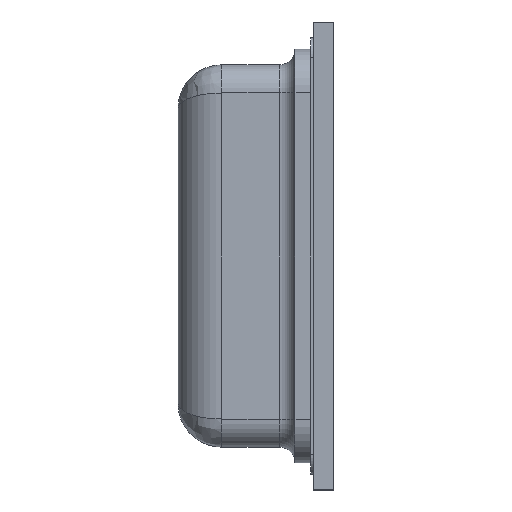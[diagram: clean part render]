
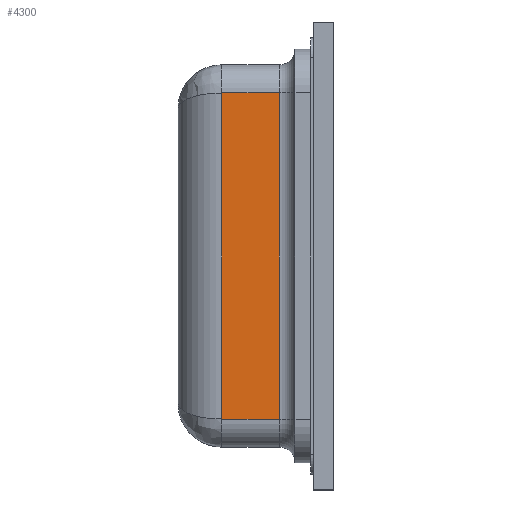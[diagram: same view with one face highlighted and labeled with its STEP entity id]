
A CAD part, left-side view. The second image highlights one B-rep face of the part: STEP entity #4300.
In plain terms, the highlighted planar face has unit normal (-1, 0, 0).
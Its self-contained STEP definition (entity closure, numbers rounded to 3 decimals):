
#70 = CARTESIAN_POINT ( 'NONE',  ( -1.225, 0.72, -1.045 ) ) ;
#898 = EDGE_CURVE ( 'NONE', #4662, #4244, #2901, .T. ) ;
#929 = CARTESIAN_POINT ( 'NONE',  ( -1.225, 5.465, -1.045 ) ) ;
#1019 = VECTOR ( 'NONE', #1337, 1000. ) ;
#1116 = CARTESIAN_POINT ( 'NONE',  ( -1.225, 0.35, -1.045 ) ) ;
#1212 = DIRECTION ( 'NONE',  ( 0., 0., -1. ) ) ;
#1337 = DIRECTION ( 'NONE',  ( 0., -1., 0. ) ) ;
#1468 = CARTESIAN_POINT ( 'NONE',  ( -1.225, 5.465, -1.045 ) ) ;
#1528 = VECTOR ( 'NONE', #4224, 1000. ) ;
#1698 = CARTESIAN_POINT ( 'NONE',  ( -1.225, 0.35, -1.045 ) ) ;
#1870 = LINE ( 'NONE', #2703, #2231 ) ;
#1906 = DIRECTION ( 'NONE',  ( 0., -1., 0. ) ) ;
#1965 = ORIENTED_EDGE ( 'NONE', *, *, #898, .T. ) ;
#2085 = VERTEX_POINT ( 'NONE', #2878 ) ;
#2126 = AXIS2_PLACEMENT_3D ( 'NONE', #1468, #2224, #2283 ) ;
#2220 = EDGE_CURVE ( 'NONE', #2926, #4244, #1870, .T. ) ;
#2224 = DIRECTION ( 'NONE',  ( 1., 0., 0. ) ) ;
#2231 = VECTOR ( 'NONE', #1906, 1000. ) ;
#2246 = ORIENTED_EDGE ( 'NONE', *, *, #2220, .F. ) ;
#2283 = DIRECTION ( 'NONE',  ( 0., 0., -1. ) ) ;
#2352 = EDGE_CURVE ( 'NONE', #2926, #2085, #3133, .T. ) ;
#2410 = CARTESIAN_POINT ( 'NONE',  ( -1.225, 0.72, 1.045 ) ) ;
#2615 = EDGE_LOOP ( 'NONE', ( #2852, #1965, #2246, #3855 ) ) ;
#2703 = CARTESIAN_POINT ( 'NONE',  ( -1.225, 5.465, 1.045 ) ) ;
#2852 = ORIENTED_EDGE ( 'NONE', *, *, #3967, .T. ) ;
#2878 = CARTESIAN_POINT ( 'NONE',  ( -1.225, 0.72, -1.045 ) ) ;
#2901 = LINE ( 'NONE', #1116, #1528 ) ;
#2926 = VERTEX_POINT ( 'NONE', #2410 ) ;
#2928 = FACE_OUTER_BOUND ( 'NONE', #2615, .T. ) ;
#3133 = LINE ( 'NONE', #70, #4581 ) ;
#3855 = ORIENTED_EDGE ( 'NONE', *, *, #2352, .T. ) ;
#3967 = EDGE_CURVE ( 'NONE', #2085, #4662, #4457, .T. ) ;
#4224 = DIRECTION ( 'NONE',  ( 0., 0., 1. ) ) ;
#4243 = CARTESIAN_POINT ( 'NONE',  ( -1.225, 0.35, 1.045 ) ) ;
#4244 = VERTEX_POINT ( 'NONE', #4243 ) ;
#4300 = ADVANCED_FACE ( 'NONE', ( #2928 ), #4649, .F. ) ;
#4457 = LINE ( 'NONE', #929, #1019 ) ;
#4581 = VECTOR ( 'NONE', #1212, 1000. ) ;
#4649 = PLANE ( 'NONE',  #2126 ) ;
#4662 = VERTEX_POINT ( 'NONE', #1698 ) ;
